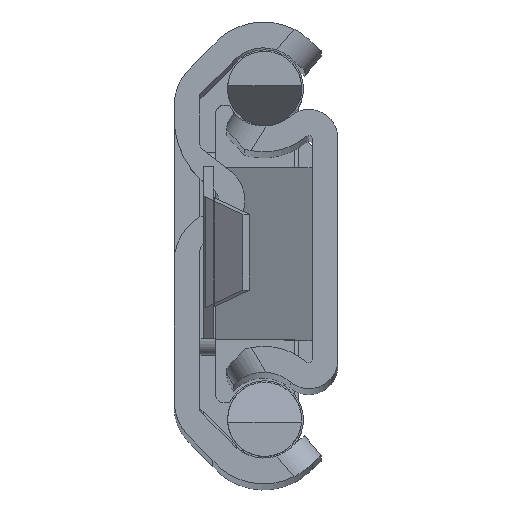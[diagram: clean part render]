
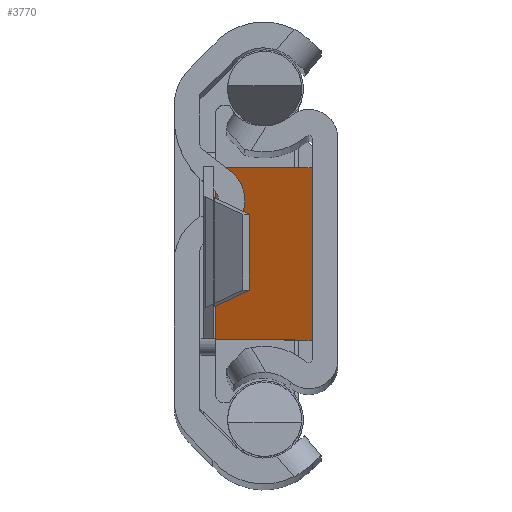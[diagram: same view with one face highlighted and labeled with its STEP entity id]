
A CAD part, top view. The second image highlights one B-rep face of the part: STEP entity #3770.
In plain terms, the highlighted face is planar.
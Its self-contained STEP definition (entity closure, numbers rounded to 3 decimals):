
#385 = DIRECTION ( 'NONE',  ( 0., 0., 1. ) ) ;
#491 = PLANE ( 'NONE',  #4356 ) ;
#672 = EDGE_LOOP ( 'NONE', ( #767, #1871, #5605, #6932 ) ) ;
#756 = DIRECTION ( 'NONE',  ( 0.976, 0.22, 0. ) ) ;
#767 = ORIENTED_EDGE ( 'NONE', *, *, #6426, .F. ) ;
#1124 = VERTEX_POINT ( 'NONE', #3910 ) ;
#1160 = DIRECTION ( 'NONE',  ( 0.976, 0.22, 0. ) ) ;
#1479 = CARTESIAN_POINT ( 'NONE',  ( 47.267, 5.115, -10. ) ) ;
#1871 = ORIENTED_EDGE ( 'NONE', *, *, #7915, .F. ) ;
#2033 = CARTESIAN_POINT ( 'NONE',  ( 47.267, 5.115, 0. ) ) ;
#2124 = LINE ( 'NONE', #4894, #6553 ) ;
#2224 = VECTOR ( 'NONE', #756, 1000. ) ;
#2667 = CARTESIAN_POINT ( 'NONE',  ( 47.267, 5.115, -10. ) ) ;
#2810 = LINE ( 'NONE', #7070, #2224 ) ;
#3054 = VERTEX_POINT ( 'NONE', #4290 ) ;
#3770 = ADVANCED_FACE ( 'NONE', ( #7174 ), #491, .T. ) ;
#3910 = CARTESIAN_POINT ( 'NONE',  ( 21.867, -0.6, -10. ) ) ;
#4148 = CARTESIAN_POINT ( 'NONE',  ( 47.267, 5.115, -10. ) ) ;
#4290 = CARTESIAN_POINT ( 'NONE',  ( 21.867, -0.6, 0. ) ) ;
#4356 = AXIS2_PLACEMENT_3D ( 'NONE', #2667, #5440, #1160 ) ;
#4566 = VECTOR ( 'NONE', #5447, 1000. ) ;
#4894 = CARTESIAN_POINT ( 'NONE',  ( 21.867, -0.6, -10. ) ) ;
#5405 = EDGE_CURVE ( 'NONE', #1124, #5966, #6859, .T. ) ;
#5440 = DIRECTION ( 'NONE',  ( 0.22, -0.976, 0. ) ) ;
#5447 = DIRECTION ( 'NONE',  ( 0.976, 0.22, 0. ) ) ;
#5461 = VERTEX_POINT ( 'NONE', #2033 ) ;
#5605 = ORIENTED_EDGE ( 'NONE', *, *, #5405, .T. ) ;
#5966 = VERTEX_POINT ( 'NONE', #1479 ) ;
#6426 = EDGE_CURVE ( 'NONE', #3054, #5461, #2810, .T. ) ;
#6553 = VECTOR ( 'NONE', #8526, 1000. ) ;
#6610 = CARTESIAN_POINT ( 'NONE',  ( 47.267, 5.115, -10. ) ) ;
#6859 = LINE ( 'NONE', #4148, #4566 ) ;
#6932 = ORIENTED_EDGE ( 'NONE', *, *, #8044, .T. ) ;
#7070 = CARTESIAN_POINT ( 'NONE',  ( 47.267, 5.115, 0. ) ) ;
#7174 = FACE_OUTER_BOUND ( 'NONE', #672, .T. ) ;
#7915 = EDGE_CURVE ( 'NONE', #1124, #3054, #2124, .T. ) ;
#8028 = LINE ( 'NONE', #6610, #8590 ) ;
#8044 = EDGE_CURVE ( 'NONE', #5966, #5461, #8028, .T. ) ;
#8526 = DIRECTION ( 'NONE',  ( 0., 0., 1. ) ) ;
#8590 = VECTOR ( 'NONE', #385, 1000. ) ;
